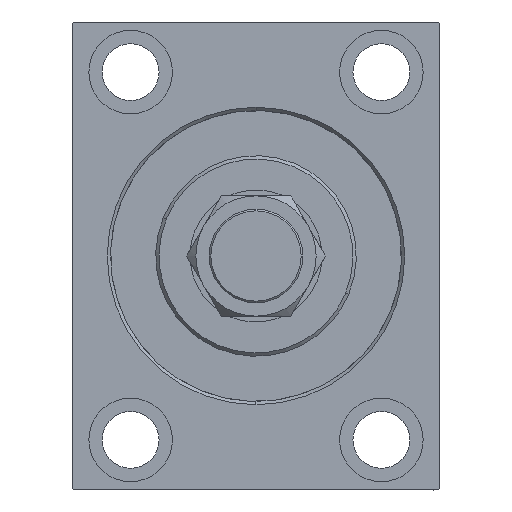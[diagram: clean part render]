
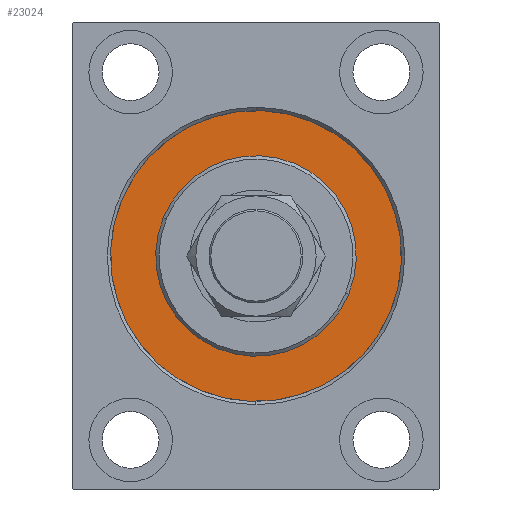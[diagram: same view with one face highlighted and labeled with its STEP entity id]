
A CAD part, left-side view. The second image highlights one B-rep face of the part: STEP entity #23024.
In plain terms, the highlighted face is planar.
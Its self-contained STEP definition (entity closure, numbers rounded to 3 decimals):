
#1087 = AXIS2_PLACEMENT_3D ( 'NONE', #19287, #36846, #33613 ) ;
#2481 = VERTEX_POINT ( 'NONE', #35087 ) ;
#2795 = AXIS2_PLACEMENT_3D ( 'NONE', #14610, #42811, #21766 ) ;
#3504 = DIRECTION ( 'NONE',  ( 0., 0., -1. ) ) ;
#5610 = CARTESIAN_POINT ( 'NONE',  ( 0., 0., 0. ) ) ;
#6978 = FACE_OUTER_BOUND ( 'NONE', #43363, .T. ) ;
#9059 = DIRECTION ( 'NONE',  ( -1., 0., 0. ) ) ;
#10795 = EDGE_CURVE ( 'NONE', #2481, #12460, #14384, .T. ) ;
#12460 = VERTEX_POINT ( 'NONE', #31217 ) ;
#12474 = ORIENTED_EDGE ( 'NONE', *, *, #32276, .F. ) ;
#13445 = VERTEX_POINT ( 'NONE', #36735 ) ;
#14384 = CIRCLE ( 'NONE', #1087, 30. ) ;
#14610 = CARTESIAN_POINT ( 'NONE',  ( 0., 0., 0. ) ) ;
#16915 = CIRCLE ( 'NONE', #42756, 30. ) ;
#17541 = DIRECTION ( 'NONE',  ( 0., 0., 1. ) ) ;
#19287 = CARTESIAN_POINT ( 'NONE',  ( 0., 0., 0. ) ) ;
#21080 = PLANE ( 'NONE',  #2795 ) ;
#21467 = DIRECTION ( 'NONE',  ( -1., 0., 0. ) ) ;
#21766 = DIRECTION ( 'NONE',  ( 0., 0., 1. ) ) ;
#23024 = ADVANCED_FACE ( 'NONE', ( #35163, #6978 ), #21080, .F. ) ;
#23166 = DIRECTION ( 'NONE',  ( 0., 0., 1. ) ) ;
#24571 = EDGE_CURVE ( 'NONE', #13445, #27918, #36782, .T. ) ;
#26068 = AXIS2_PLACEMENT_3D ( 'NONE', #5610, #9059, #23166 ) ;
#27918 = VERTEX_POINT ( 'NONE', #28260 ) ;
#28260 = CARTESIAN_POINT ( 'NONE',  ( 0., 0., 43.5 ) ) ;
#28393 = CARTESIAN_POINT ( 'NONE',  ( 0., 0., 0. ) ) ;
#30721 = ORIENTED_EDGE ( 'NONE', *, *, #10795, .F. ) ;
#30864 = ORIENTED_EDGE ( 'NONE', *, *, #24571, .F. ) ;
#31217 = CARTESIAN_POINT ( 'NONE',  ( 0., 0., -30. ) ) ;
#31463 = CARTESIAN_POINT ( 'NONE',  ( 0., 0., 0. ) ) ;
#31693 = DIRECTION ( 'NONE',  ( 1., 0., 0. ) ) ;
#32276 = EDGE_CURVE ( 'NONE', #12460, #2481, #16915, .T. ) ;
#33133 = EDGE_CURVE ( 'NONE', #27918, #13445, #37861, .T. ) ;
#33613 = DIRECTION ( 'NONE',  ( 0., 0., -1. ) ) ;
#34557 = AXIS2_PLACEMENT_3D ( 'NONE', #28393, #21467, #17541 ) ;
#34839 = ORIENTED_EDGE ( 'NONE', *, *, #33133, .F. ) ;
#35087 = CARTESIAN_POINT ( 'NONE',  ( 0., 0., 30. ) ) ;
#35163 = FACE_BOUND ( 'NONE', #35867, .T. ) ;
#35867 = EDGE_LOOP ( 'NONE', ( #30721, #12474 ) ) ;
#36735 = CARTESIAN_POINT ( 'NONE',  ( 0., 0., -43.5 ) ) ;
#36782 = CIRCLE ( 'NONE', #34557, 43.5 ) ;
#36846 = DIRECTION ( 'NONE',  ( 1., 0., 0. ) ) ;
#37861 = CIRCLE ( 'NONE', #26068, 43.5 ) ;
#42756 = AXIS2_PLACEMENT_3D ( 'NONE', #31463, #31693, #3504 ) ;
#42811 = DIRECTION ( 'NONE',  ( -1., 0., 0. ) ) ;
#43363 = EDGE_LOOP ( 'NONE', ( #30864, #34839 ) ) ;
